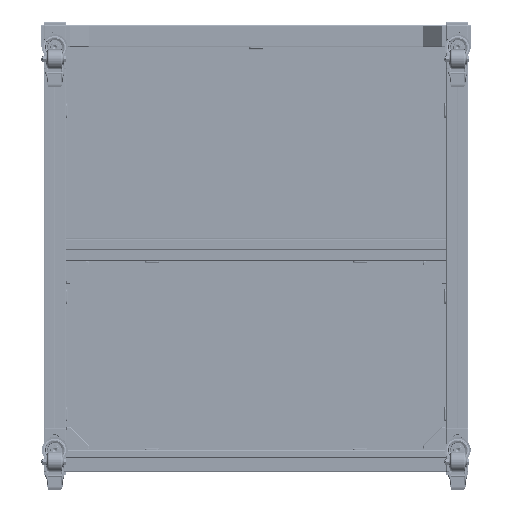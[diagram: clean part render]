
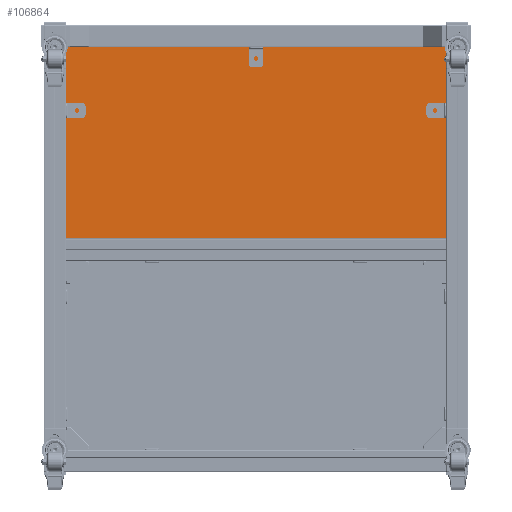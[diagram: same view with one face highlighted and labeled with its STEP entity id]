
A CAD part, front view. The second image highlights one B-rep face of the part: STEP entity #106864.
In plain terms, the highlighted face is planar.
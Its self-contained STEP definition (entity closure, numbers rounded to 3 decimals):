
#3607 = VERTEX_POINT ( 'NONE', #77752 ) ;
#3688 = DIRECTION ( 'NONE',  ( 0., 1., 0. ) ) ;
#3781 = VECTOR ( 'NONE', #3688, 1000. ) ;
#8838 = LINE ( 'NONE', #62729, #85187 ) ;
#9612 = ORIENTED_EDGE ( 'NONE', *, *, #9931, .F. ) ;
#9931 = EDGE_CURVE ( 'NONE', #60029, #30928, #22805, .T. ) ;
#16332 = AXIS2_PLACEMENT_3D ( 'NONE', #96383, #16366, #44146 ) ;
#16366 = DIRECTION ( 'NONE',  ( 0., 0., -1. ) ) ;
#18057 = PLANE ( 'NONE',  #16332 ) ;
#22805 = LINE ( 'NONE', #93007, #3781 ) ;
#24588 = EDGE_CURVE ( 'NONE', #30928, #111979, #63013, .T. ) ;
#28222 = CARTESIAN_POINT ( 'NONE',  ( -20., 0., 0. ) ) ;
#30928 = VERTEX_POINT ( 'NONE', #56611 ) ;
#33033 = VECTOR ( 'NONE', #90329, 1000. ) ;
#44146 = DIRECTION ( 'NONE',  ( -1., 0., 0. ) ) ;
#45013 = CARTESIAN_POINT ( 'NONE',  ( -20., -760., 0. ) ) ;
#51664 = EDGE_CURVE ( 'NONE', #111979, #3607, #8838, .T. ) ;
#52008 = LINE ( 'NONE', #45013, #106540 ) ;
#52318 = ORIENTED_EDGE ( 'NONE', *, *, #68142, .F. ) ;
#56611 = CARTESIAN_POINT ( 'NONE',  ( 740., 0., 0. ) ) ;
#60029 = VERTEX_POINT ( 'NONE', #105296 ) ;
#62729 = CARTESIAN_POINT ( 'NONE',  ( -20., -760., 0. ) ) ;
#63013 = LINE ( 'NONE', #28222, #33033 ) ;
#68142 = EDGE_CURVE ( 'NONE', #3607, #60029, #52008, .T. ) ;
#77752 = CARTESIAN_POINT ( 'NONE',  ( -20., -760., 0. ) ) ;
#85187 = VECTOR ( 'NONE', #98156, 1000. ) ;
#89206 = ORIENTED_EDGE ( 'NONE', *, *, #51664, .F. ) ;
#90329 = DIRECTION ( 'NONE',  ( -1., 0., 0. ) ) ;
#93007 = CARTESIAN_POINT ( 'NONE',  ( 740., -760., 0. ) ) ;
#95268 = CARTESIAN_POINT ( 'NONE',  ( -20., 0., 0. ) ) ;
#95547 = DIRECTION ( 'NONE',  ( 1., 0., 0. ) ) ;
#96383 = CARTESIAN_POINT ( 'NONE',  ( 0., 0., 0. ) ) ;
#97526 = FACE_OUTER_BOUND ( 'NONE', #98610, .T. ) ;
#98156 = DIRECTION ( 'NONE',  ( 0., -1., 0. ) ) ;
#98610 = EDGE_LOOP ( 'NONE', ( #89206, #102346, #9612, #52318 ) ) ;
#102346 = ORIENTED_EDGE ( 'NONE', *, *, #24588, .F. ) ;
#105296 = CARTESIAN_POINT ( 'NONE',  ( 740., -760., 0. ) ) ;
#106540 = VECTOR ( 'NONE', #95547, 1000. ) ;
#106864 = ADVANCED_FACE ( 'NONE', ( #97526 ), #18057, .T. ) ;
#111979 = VERTEX_POINT ( 'NONE', #95268 ) ;
